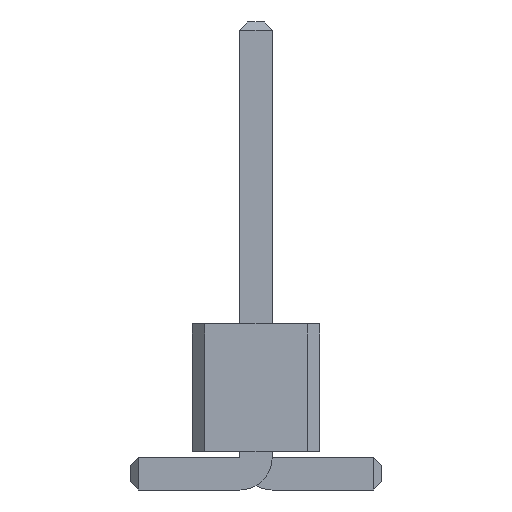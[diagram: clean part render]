
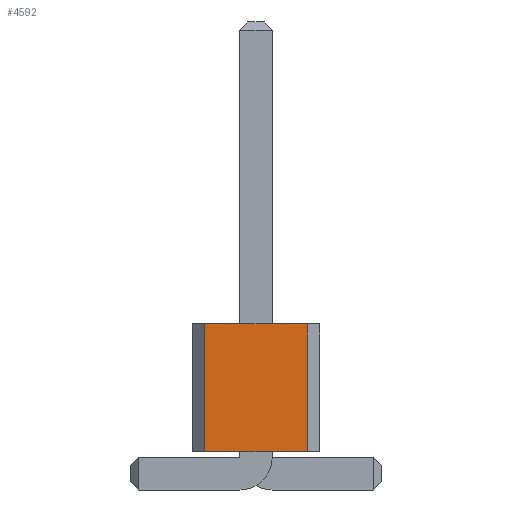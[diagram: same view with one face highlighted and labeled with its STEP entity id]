
A CAD part, front view. The second image highlights one B-rep face of the part: STEP entity #4592.
In plain terms, the highlighted planar face has unit normal (0, -1, 0).
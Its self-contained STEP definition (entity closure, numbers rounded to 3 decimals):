
#526 = VERTEX_POINT('',#527);
#527 = CARTESIAN_POINT('',(1.016,-21.59,0.76));
#533 = EDGE_CURVE('',#534,#526,#536,.T.);
#534 = VERTEX_POINT('',#535);
#535 = CARTESIAN_POINT('',(-1.016,-21.59,0.76));
#536 = LINE('',#537,#538);
#537 = CARTESIAN_POINT('',(-1.016,-21.59,0.76));
#538 = VECTOR('',#539,1.);
#539 = DIRECTION('',(1.,0.,0.));
#1921 = VERTEX_POINT('',#1922);
#1922 = CARTESIAN_POINT('',(1.016,-21.59,3.3));
#1928 = EDGE_CURVE('',#1929,#1921,#1931,.T.);
#1929 = VERTEX_POINT('',#1930);
#1930 = CARTESIAN_POINT('',(-1.016,-21.59,3.3));
#1931 = LINE('',#1932,#1933);
#1932 = CARTESIAN_POINT('',(-1.016,-21.59,3.3));
#1933 = VECTOR('',#1934,1.);
#1934 = DIRECTION('',(1.,0.,0.));
#4564 = EDGE_CURVE('',#534,#1929,#4565,.T.);
#4565 = LINE('',#4566,#4567);
#4566 = CARTESIAN_POINT('',(-1.016,-21.59,0.76));
#4567 = VECTOR('',#4568,1.);
#4568 = DIRECTION('',(0.,0.,1.));
#4592 = ADVANCED_FACE('',(#4593),#4604,.F.);
#4593 = FACE_BOUND('',#4594,.F.);
#4594 = EDGE_LOOP('',(#4595,#4596,#4597,#4603));
#4595 = ORIENTED_EDGE('',*,*,#4564,.T.);
#4596 = ORIENTED_EDGE('',*,*,#1928,.T.);
#4597 = ORIENTED_EDGE('',*,*,#4598,.F.);
#4598 = EDGE_CURVE('',#526,#1921,#4599,.T.);
#4599 = LINE('',#4600,#4601);
#4600 = CARTESIAN_POINT('',(1.016,-21.59,0.76));
#4601 = VECTOR('',#4602,1.);
#4602 = DIRECTION('',(0.,0.,1.));
#4603 = ORIENTED_EDGE('',*,*,#533,.F.);
#4604 = PLANE('',#4605);
#4605 = AXIS2_PLACEMENT_3D('',#4606,#4607,#4608);
#4606 = CARTESIAN_POINT('',(-1.016,-21.59,0.76));
#4607 = DIRECTION('',(0.,1.,0.));
#4608 = DIRECTION('',(1.,0.,0.));
